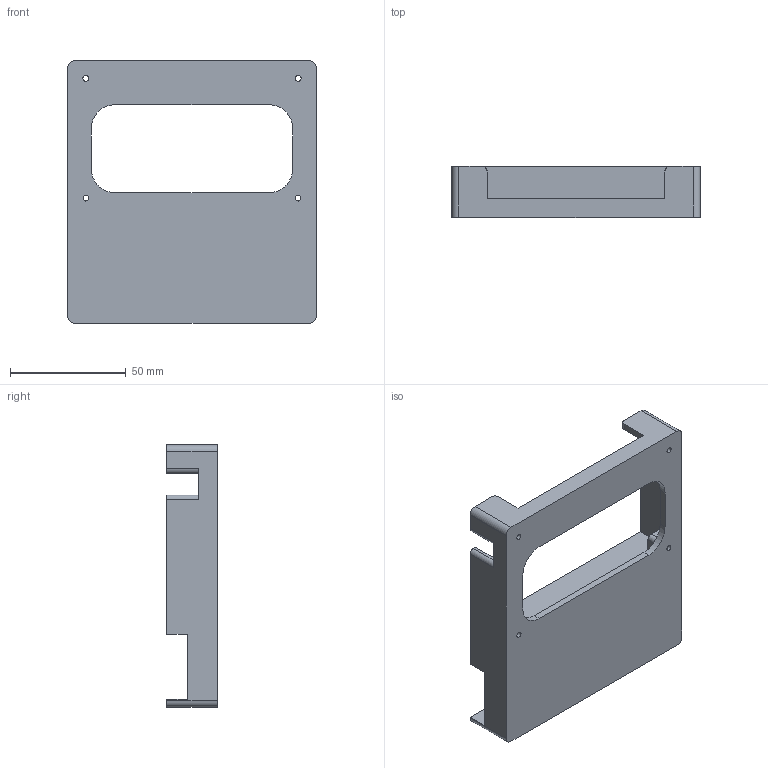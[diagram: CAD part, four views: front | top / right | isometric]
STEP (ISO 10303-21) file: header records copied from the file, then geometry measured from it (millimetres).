
FILE_DESCRIPTION (( 'STEP AP203' ), '1' );
FILE_NAME ('frame.STEP', '2021-02-25T19:47:36', ( 'cad' ), ( '' ), 'SwSTEP 2.0', 'SolidWorks 2017', '' );
FILE_SCHEMA (( 'CONFIG_CONTROL_DESIGN' ));
Length unit declared in the file: millimetre
Products named in the file (1): frame
Bounding box: 107.6 x 22 x 113.5 mm (x, y, z)
Volume: 76798.1 mm3; surface area: 39295 mm2
Topology: 1 solids, 1 shells, 84 faces, 246 edges, 161 vertices
Faces by surface type: plane 58, cylinder 26
Entity records: 2875 total; most frequent: ORIENTED_EDGE 492, CARTESIAN_POINT 492, DIRECTION 468, EDGE_CURVE 246, LINE 194, VECTOR 194, VERTEX_POINT 161, AXIS2_PLACEMENT_3D 137
